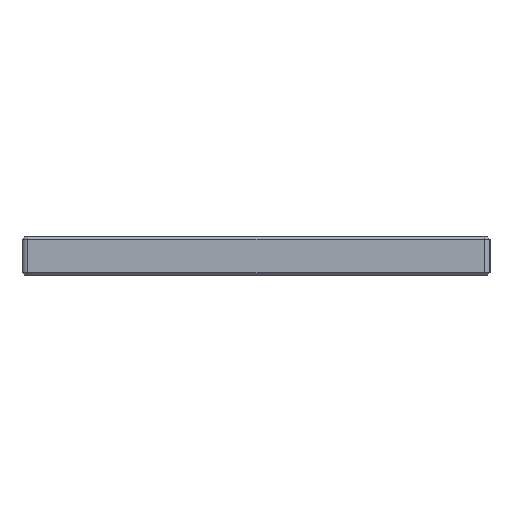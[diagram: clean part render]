
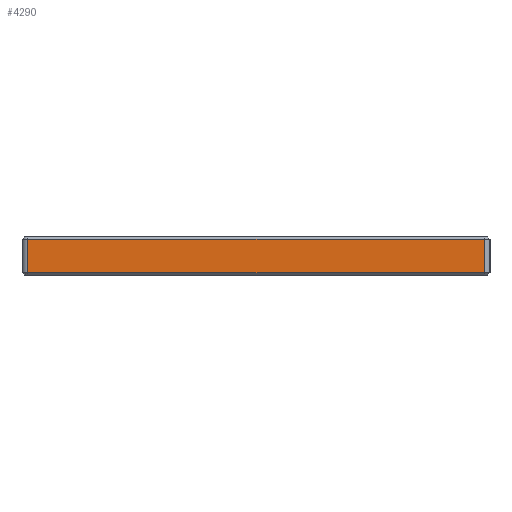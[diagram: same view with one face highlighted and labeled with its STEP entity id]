
A CAD part, left-side view. The second image highlights one B-rep face of the part: STEP entity #4290.
In plain terms, the highlighted planar face has unit normal (-1, 0, 0).
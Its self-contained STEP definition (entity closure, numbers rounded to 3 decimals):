
#79=PLANE('',#4632);
#227=FACE_OUTER_BOUND('',#481,.T.);
#481=EDGE_LOOP('',(#3105,#3106,#3107,#3108));
#787=LINE('',#6610,#1231);
#814=LINE('',#6690,#1258);
#815=LINE('',#6694,#1259);
#816=LINE('',#6695,#1260);
#1231=VECTOR('',#5211,10.);
#1258=VECTOR('',#5294,10.);
#1259=VECTOR('',#5299,10.);
#1260=VECTOR('',#5300,10.);
#1926=VERTEX_POINT('',#6604);
#1927=VERTEX_POINT('',#6608);
#1952=VERTEX_POINT('',#6689);
#1953=VERTEX_POINT('',#6693);
#2352=EDGE_CURVE('',#1926,#1927,#787,.T.);
#2392=EDGE_CURVE('',#1927,#1952,#814,.T.);
#2394=EDGE_CURVE('',#1953,#1926,#815,.T.);
#2395=EDGE_CURVE('',#1952,#1953,#816,.T.);
#3105=ORIENTED_EDGE('',*,*,#2352,.F.);
#3106=ORIENTED_EDGE('',*,*,#2394,.F.);
#3107=ORIENTED_EDGE('',*,*,#2395,.F.);
#3108=ORIENTED_EDGE('',*,*,#2392,.F.);
#4290=ADVANCED_FACE('',(#227),#79,.T.);
#4632=AXIS2_PLACEMENT_3D('',#6692,#5297,#5298);
#5211=DIRECTION('',(0.,1.,0.));
#5294=DIRECTION('',(0.,0.,1.));
#5297=DIRECTION('center_axis',(-1.,0.,0.));
#5298=DIRECTION('ref_axis',(0.,-1.,0.));
#5299=DIRECTION('',(0.,0.,-1.));
#5300=DIRECTION('',(0.,-1.,0.));
#6604=CARTESIAN_POINT('',(19.2,-114.65,0.5));
#6608=CARTESIAN_POINT('',(19.2,-31.75,0.5));
#6610=CARTESIAN_POINT('',(19.2,-51.975,0.5));
#6689=CARTESIAN_POINT('',(19.2,-31.75,6.5));
#6690=CARTESIAN_POINT('',(19.2,-31.75,0.));
#6692=CARTESIAN_POINT('Origin',(19.2,-30.75,0.));
#6693=CARTESIAN_POINT('',(19.2,-114.65,6.5));
#6694=CARTESIAN_POINT('',(19.2,-114.65,0.));
#6695=CARTESIAN_POINT('',(19.2,-51.975,6.5));
